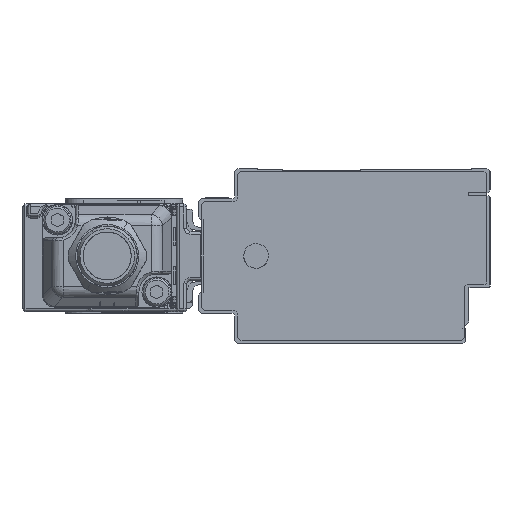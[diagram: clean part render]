
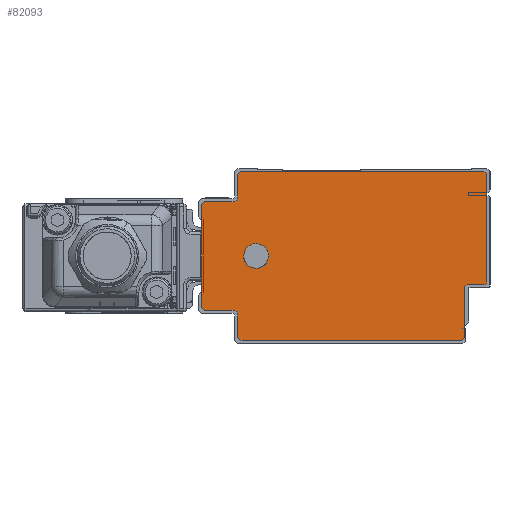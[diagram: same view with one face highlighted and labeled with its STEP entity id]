
A CAD part, left-side view. The second image highlights one B-rep face of the part: STEP entity #82093.
In plain terms, the highlighted planar face has unit normal (-1, 0, 0).
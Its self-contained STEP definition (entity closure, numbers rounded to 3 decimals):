
#80277=AXIS2_PLACEMENT_3D('Circle Axis2P3D',#80275,#80276,$) ;
#80315=AXIS2_PLACEMENT_3D('Circle Axis2P3D',#80313,#80314,$) ;
#80353=AXIS2_PLACEMENT_3D('Circle Axis2P3D',#80351,#80352,$) ;
#80391=AXIS2_PLACEMENT_3D('Circle Axis2P3D',#80389,#80390,$) ;
#81976=AXIS2_PLACEMENT_3D('Plane Axis2P3D',#81973,#81974,#81975) ;
#81980=AXIS2_PLACEMENT_3D('Circle Axis2P3D',#81978,#81979,$) ;
#81994=AXIS2_PLACEMENT_3D('Circle Axis2P3D',#81992,#81993,$) ;
#82008=AXIS2_PLACEMENT_3D('Circle Axis2P3D',#82006,#82007,$) ;
#82022=AXIS2_PLACEMENT_3D('Circle Axis2P3D',#82020,#82021,$) ;
#82036=AXIS2_PLACEMENT_3D('Circle Axis2P3D',#82034,#82035,$) ;
#82050=AXIS2_PLACEMENT_3D('Circle Axis2P3D',#82048,#82049,$) ;
#82077=AXIS2_PLACEMENT_3D('Circle Axis2P3D',#82075,#82076,$) ;
#82086=AXIS2_PLACEMENT_3D('Circle Axis2P3D',#82084,#82085,$) ;
#80233=CARTESIAN_POINT('Line Origine',(-1275.5,44.,14.5)) ;
#80237=CARTESIAN_POINT('Vertex',(-1275.5,44.,6.)) ;
#80239=CARTESIAN_POINT('Vertex',(-1275.5,44.,23.)) ;
#80275=CARTESIAN_POINT('Axis2P3D Location',(-1275.5,43.5,23.)) ;
#80279=CARTESIAN_POINT('Vertex',(-1275.5,43.5,23.5)) ;
#80294=CARTESIAN_POINT('Line Origine',(-1275.5,41.25,23.5)) ;
#80298=CARTESIAN_POINT('Vertex',(-1275.5,39.,23.5)) ;
#80313=CARTESIAN_POINT('Axis2P3D Location',(-1275.5,39.,24.5)) ;
#80317=CARTESIAN_POINT('Vertex',(-1275.5,38.,24.5)) ;
#80332=CARTESIAN_POINT('Line Origine',(-1275.5,38.,26.25)) ;
#80336=CARTESIAN_POINT('Vertex',(-1275.5,38.,28.)) ;
#80351=CARTESIAN_POINT('Axis2P3D Location',(-1275.5,37.5,28.)) ;
#80355=CARTESIAN_POINT('Vertex',(-1275.5,37.5,28.5)) ;
#80370=CARTESIAN_POINT('Line Origine',(-1275.5,17.25,28.5)) ;
#80374=CARTESIAN_POINT('Vertex',(-1275.5,-3.,28.5)) ;
#80389=CARTESIAN_POINT('Axis2P3D Location',(-1275.5,-3.,28.)) ;
#80393=CARTESIAN_POINT('Vertex',(-1275.5,-3.5,28.)) ;
#80408=CARTESIAN_POINT('Line Origine',(-1275.5,-3.5,19.1)) ;
#80412=CARTESIAN_POINT('Vertex',(-1275.5,-3.5,10.2)) ;
#81973=CARTESIAN_POINT('Axis2P3D Location',(-1275.5,0.,0.)) ;
#81978=CARTESIAN_POINT('Axis2P3D Location',(-1275.5,43.5,6.)) ;
#81982=CARTESIAN_POINT('Vertex',(-1275.5,43.5,5.5)) ;
#81985=CARTESIAN_POINT('Line Origine',(-1275.5,41.25,5.5)) ;
#81989=CARTESIAN_POINT('Vertex',(-1275.5,39.,5.5)) ;
#81992=CARTESIAN_POINT('Axis2P3D Location',(-1275.5,39.,4.5)) ;
#81996=CARTESIAN_POINT('Vertex',(-1275.5,38.,4.5)) ;
#81999=CARTESIAN_POINT('Line Origine',(-1275.5,38.,2.75)) ;
#82003=CARTESIAN_POINT('Vertex',(-1275.5,38.,1.)) ;
#82006=CARTESIAN_POINT('Axis2P3D Location',(-1275.5,37.5,1.)) ;
#82010=CARTESIAN_POINT('Vertex',(-1275.5,37.5,0.5)) ;
#82013=CARTESIAN_POINT('Line Origine',(-1275.5,19.15,0.5)) ;
#82017=CARTESIAN_POINT('Vertex',(-1275.5,0.8,0.5)) ;
#82020=CARTESIAN_POINT('Axis2P3D Location',(-1275.5,0.8,1.)) ;
#82024=CARTESIAN_POINT('Vertex',(-1275.5,0.3,1.)) ;
#82027=CARTESIAN_POINT('Line Origine',(-1275.5,0.3,5.1)) ;
#82031=CARTESIAN_POINT('Vertex',(-1275.5,0.3,9.2)) ;
#82034=CARTESIAN_POINT('Axis2P3D Location',(-1275.5,-0.2,9.2)) ;
#82038=CARTESIAN_POINT('Vertex',(-1275.5,-0.2,9.7)) ;
#82041=CARTESIAN_POINT('Line Origine',(-1275.5,-1.6,9.7)) ;
#82045=CARTESIAN_POINT('Vertex',(-1275.5,-3.,9.7)) ;
#82048=CARTESIAN_POINT('Axis2P3D Location',(-1275.5,-3.,10.2)) ;
#82075=CARTESIAN_POINT('Axis2P3D Location',(-1275.5,35.,14.5)) ;
#82079=CARTESIAN_POINT('Vertex',(-1275.5,33.186,13.509)) ;
#82081=CARTESIAN_POINT('Vertex',(-1275.5,36.814,15.491)) ;
#82084=CARTESIAN_POINT('Axis2P3D Location',(-1275.5,35.,14.5)) ;
#80234=DIRECTION('Vector Direction',(0.,0.,1.)) ;
#80276=DIRECTION('Axis2P3D Direction',(1.,0.,0.)) ;
#80295=DIRECTION('Vector Direction',(0.,1.,0.)) ;
#80314=DIRECTION('Axis2P3D Direction',(1.,0.,0.)) ;
#80333=DIRECTION('Vector Direction',(0.,0.,1.)) ;
#80352=DIRECTION('Axis2P3D Direction',(1.,0.,0.)) ;
#80371=DIRECTION('Vector Direction',(0.,1.,0.)) ;
#80390=DIRECTION('Axis2P3D Direction',(1.,0.,-0.)) ;
#80409=DIRECTION('Vector Direction',(0.,0.,-1.)) ;
#81974=DIRECTION('Axis2P3D Direction',(1.,0.,0.)) ;
#81975=DIRECTION('Axis2P3D XDirection',(0.,1.,0.)) ;
#81979=DIRECTION('Axis2P3D Direction',(1.,0.,0.)) ;
#81986=DIRECTION('Vector Direction',(0.,-1.,0.)) ;
#81993=DIRECTION('Axis2P3D Direction',(1.,0.,0.)) ;
#82000=DIRECTION('Vector Direction',(0.,0.,1.)) ;
#82007=DIRECTION('Axis2P3D Direction',(1.,0.,0.)) ;
#82014=DIRECTION('Vector Direction',(0.,-1.,0.)) ;
#82021=DIRECTION('Axis2P3D Direction',(1.,0.,0.)) ;
#82028=DIRECTION('Vector Direction',(0.,0.,-1.)) ;
#82035=DIRECTION('Axis2P3D Direction',(1.,0.,0.)) ;
#82042=DIRECTION('Vector Direction',(0.,1.,0.)) ;
#82049=DIRECTION('Axis2P3D Direction',(1.,0.,0.)) ;
#82076=DIRECTION('Axis2P3D Direction',(1.,0.,0.)) ;
#82085=DIRECTION('Axis2P3D Direction',(1.,0.,0.)) ;
#80235=VECTOR('Line Direction',#80234,1.) ;
#80296=VECTOR('Line Direction',#80295,1.) ;
#80334=VECTOR('Line Direction',#80333,1.) ;
#80372=VECTOR('Line Direction',#80371,1.) ;
#80410=VECTOR('Line Direction',#80409,1.) ;
#81987=VECTOR('Line Direction',#81986,1.) ;
#82001=VECTOR('Line Direction',#82000,1.) ;
#82015=VECTOR('Line Direction',#82014,1.) ;
#82029=VECTOR('Line Direction',#82028,1.) ;
#82043=VECTOR('Line Direction',#82042,1.) ;
#82054=ORIENTED_EDGE('',*,*,#80376,.F.) ;
#82055=ORIENTED_EDGE('',*,*,#80357,.F.) ;
#82056=ORIENTED_EDGE('',*,*,#80338,.F.) ;
#82057=ORIENTED_EDGE('',*,*,#80319,.F.) ;
#82058=ORIENTED_EDGE('',*,*,#80300,.F.) ;
#82059=ORIENTED_EDGE('',*,*,#80281,.F.) ;
#82060=ORIENTED_EDGE('',*,*,#80241,.F.) ;
#82061=ORIENTED_EDGE('',*,*,#81984,.F.) ;
#82062=ORIENTED_EDGE('',*,*,#81991,.F.) ;
#82063=ORIENTED_EDGE('',*,*,#81998,.F.) ;
#82064=ORIENTED_EDGE('',*,*,#82005,.F.) ;
#82065=ORIENTED_EDGE('',*,*,#82012,.F.) ;
#82066=ORIENTED_EDGE('',*,*,#82019,.F.) ;
#82067=ORIENTED_EDGE('',*,*,#82026,.F.) ;
#82068=ORIENTED_EDGE('',*,*,#82033,.F.) ;
#82069=ORIENTED_EDGE('',*,*,#82040,.F.) ;
#82070=ORIENTED_EDGE('',*,*,#82047,.F.) ;
#82071=ORIENTED_EDGE('',*,*,#82052,.F.) ;
#82072=ORIENTED_EDGE('',*,*,#80414,.F.) ;
#82073=ORIENTED_EDGE('',*,*,#80395,.F.) ;
#82090=ORIENTED_EDGE('',*,*,#82083,.T.) ;
#82091=ORIENTED_EDGE('',*,*,#82088,.T.) ;
#82092=FACE_BOUND('',#82089,.T.) ;
#82093=ADVANCED_FACE('\X2\FF8EFF9EFF83FF9EFF68FF70\X0\.2',(#82074,#82092),#81977,.F.) ;
#80278=CIRCLE('generated circle',#80277,0.5) ;
#80316=CIRCLE('generated circle',#80315,1.) ;
#80354=CIRCLE('generated circle',#80353,0.5) ;
#80392=CIRCLE('generated circle',#80391,0.5) ;
#81981=CIRCLE('generated circle',#81980,0.5) ;
#81995=CIRCLE('generated circle',#81994,1.) ;
#82009=CIRCLE('generated circle',#82008,0.5) ;
#82023=CIRCLE('generated circle',#82022,0.5) ;
#82037=CIRCLE('generated circle',#82036,0.5) ;
#82051=CIRCLE('generated circle',#82050,0.5) ;
#82078=CIRCLE('generated circle',#82077,2.067) ;
#82087=CIRCLE('generated circle',#82086,2.067) ;
#80241=EDGE_CURVE('',#80238,#80240,#80236,.T.) ;
#80281=EDGE_CURVE('',#80240,#80280,#80278,.T.) ;
#80300=EDGE_CURVE('',#80280,#80299,#80297,.F.) ;
#80319=EDGE_CURVE('',#80299,#80318,#80316,.F.) ;
#80338=EDGE_CURVE('',#80318,#80337,#80335,.T.) ;
#80357=EDGE_CURVE('',#80337,#80356,#80354,.T.) ;
#80376=EDGE_CURVE('',#80356,#80375,#80373,.F.) ;
#80395=EDGE_CURVE('',#80375,#80394,#80392,.T.) ;
#80414=EDGE_CURVE('',#80394,#80413,#80411,.T.) ;
#81984=EDGE_CURVE('',#81983,#80238,#81981,.T.) ;
#81991=EDGE_CURVE('',#81990,#81983,#81988,.F.) ;
#81998=EDGE_CURVE('',#81997,#81990,#81995,.F.) ;
#82005=EDGE_CURVE('',#82004,#81997,#82002,.T.) ;
#82012=EDGE_CURVE('',#82011,#82004,#82009,.T.) ;
#82019=EDGE_CURVE('',#82018,#82011,#82016,.F.) ;
#82026=EDGE_CURVE('',#82025,#82018,#82023,.T.) ;
#82033=EDGE_CURVE('',#82032,#82025,#82030,.T.) ;
#82040=EDGE_CURVE('',#82039,#82032,#82037,.F.) ;
#82047=EDGE_CURVE('',#82046,#82039,#82044,.T.) ;
#82052=EDGE_CURVE('',#80413,#82046,#82051,.T.) ;
#82083=EDGE_CURVE('',#82080,#82082,#82078,.T.) ;
#82088=EDGE_CURVE('',#82082,#82080,#82087,.T.) ;
#82053=EDGE_LOOP('',(#82054,#82055,#82056,#82057,#82058,#82059,#82060,#82061,#82062,#82063,#82064,#82065,#82066,#82067,#82068,#82069,#82070,#82071,#82072,#82073)) ;
#82089=EDGE_LOOP('',(#82090,#82091)) ;
#82074=FACE_OUTER_BOUND('',#82053,.T.) ;
#80236=LINE('Line',#80233,#80235) ;
#80297=LINE('Line',#80294,#80296) ;
#80335=LINE('Line',#80332,#80334) ;
#80373=LINE('Line',#80370,#80372) ;
#80411=LINE('Line',#80408,#80410) ;
#81988=LINE('Line',#81985,#81987) ;
#82002=LINE('Line',#81999,#82001) ;
#82016=LINE('Line',#82013,#82015) ;
#82030=LINE('Line',#82027,#82029) ;
#82044=LINE('Line',#82041,#82043) ;
#81977=PLANE('Plane',#81976) ;
#80238=VERTEX_POINT('',#80237) ;
#80240=VERTEX_POINT('',#80239) ;
#80280=VERTEX_POINT('',#80279) ;
#80299=VERTEX_POINT('',#80298) ;
#80318=VERTEX_POINT('',#80317) ;
#80337=VERTEX_POINT('',#80336) ;
#80356=VERTEX_POINT('',#80355) ;
#80375=VERTEX_POINT('',#80374) ;
#80394=VERTEX_POINT('',#80393) ;
#80413=VERTEX_POINT('',#80412) ;
#81983=VERTEX_POINT('',#81982) ;
#81990=VERTEX_POINT('',#81989) ;
#81997=VERTEX_POINT('',#81996) ;
#82004=VERTEX_POINT('',#82003) ;
#82011=VERTEX_POINT('',#82010) ;
#82018=VERTEX_POINT('',#82017) ;
#82025=VERTEX_POINT('',#82024) ;
#82032=VERTEX_POINT('',#82031) ;
#82039=VERTEX_POINT('',#82038) ;
#82046=VERTEX_POINT('',#82045) ;
#82080=VERTEX_POINT('',#82079) ;
#82082=VERTEX_POINT('',#82081) ;
